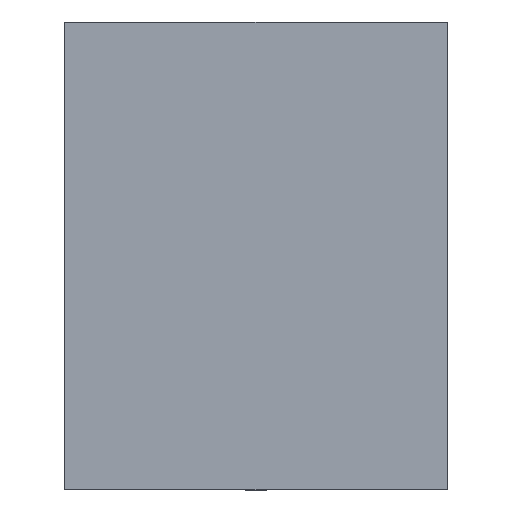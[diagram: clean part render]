
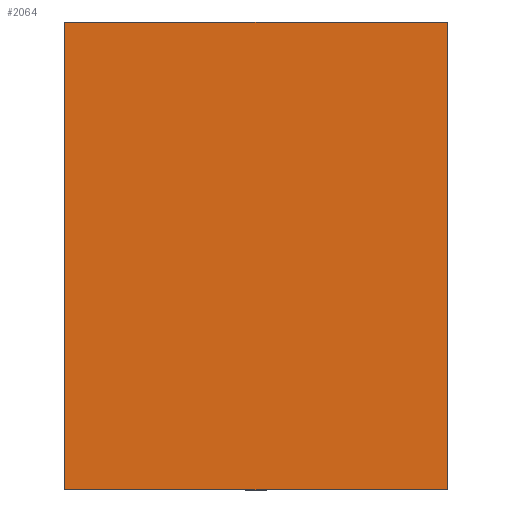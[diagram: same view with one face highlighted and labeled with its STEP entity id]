
A CAD part, front view. The second image highlights one B-rep face of the part: STEP entity #2064.
In plain terms, the highlighted planar face has unit normal (0, -1, 0).
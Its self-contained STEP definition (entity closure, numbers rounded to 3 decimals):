
#1968=CARTESIAN_POINT('',(90.0,-5.,-110.0));
#1969=VERTEX_POINT('',#1968);
#1976=CARTESIAN_POINT('',(-90.0,-5.,-110.0));
#1977=VERTEX_POINT('',#1976);
#1978=CARTESIAN_POINT('',(-90.0,-5.,-110.0));
#1979=DIRECTION('',(1.0,0.0,0.0));
#1980=VECTOR('',#1979,180.0);
#1981=LINE('',#1978,#1980);
#1982=EDGE_CURVE('',#1977,#1969,#1981,.T.);
#2005=CARTESIAN_POINT('',(-90.0,-5.,110.0));
#2006=VERTEX_POINT('',#2005);
#2015=CARTESIAN_POINT('',(-90.0,-5.,110.0));
#2016=DIRECTION('',(0.0,0.0,-1.0));
#2017=VECTOR('',#2016,220.0);
#2018=LINE('',#2015,#2017);
#2019=EDGE_CURVE('',#2006,#1977,#2018,.T.);
#2029=CARTESIAN_POINT('',(90.0,-5.,110.0));
#2030=VERTEX_POINT('',#2029);
#2037=CARTESIAN_POINT('',(90.0,-5.,-110.0));
#2038=DIRECTION('',(0.0,0.0,1.0));
#2039=VECTOR('',#2038,220.0);
#2040=LINE('',#2037,#2039);
#2041=EDGE_CURVE('',#1969,#2030,#2040,.T.);
#2048=CARTESIAN_POINT('',(90.0,-5.,0.0));
#2049=DIRECTION('',(0.0,-1.0,0.0));
#2050=DIRECTION('',(0.0,0.0,-1.0));
#2051=AXIS2_PLACEMENT_3D('',#2048,#2049,#2050);
#2052=PLANE('',#2051);
#2053=CARTESIAN_POINT('',(90.0,-5.,110.0));
#2054=DIRECTION('',(-1.0,0.0,0.0));
#2055=VECTOR('',#2054,180.0);
#2056=LINE('',#2053,#2055);
#2057=EDGE_CURVE('',#2030,#2006,#2056,.T.);
#2058=ORIENTED_EDGE('',*,*,#2057,.T.);
#2059=ORIENTED_EDGE('',*,*,#2019,.T.);
#2060=ORIENTED_EDGE('',*,*,#1982,.T.);
#2061=ORIENTED_EDGE('',*,*,#2041,.T.);
#2062=EDGE_LOOP('',(#2058,#2059,#2060,#2061));
#2063=FACE_OUTER_BOUND('',#2062,.T.);
#2064=ADVANCED_FACE('',(#2063),#2052,.T.);
